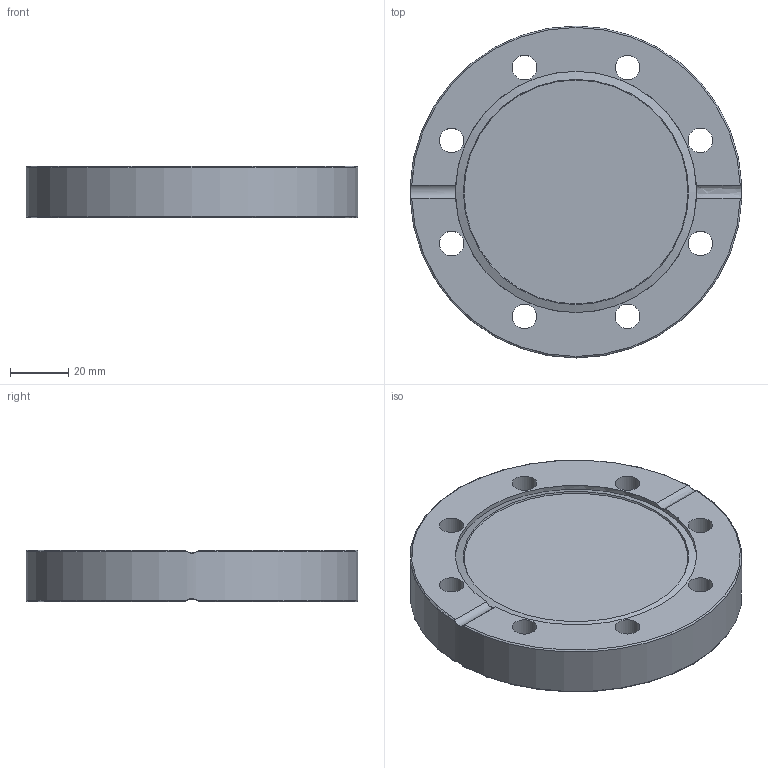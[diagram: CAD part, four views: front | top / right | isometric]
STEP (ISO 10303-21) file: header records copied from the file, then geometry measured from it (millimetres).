
FILE_DESCRIPTION((''),'2;1');
FILE_NAME('F63DBLNS.stp','2009-03-13T09:07:29',('hasers'),(''),'Autodesk Inventor 2008','Autodesk Inventor 2008','');
FILE_SCHEMA(('AUTOMOTIVE_DESIGN { 1 0 10303 214 1 1 1 1 }'));
Length unit declared in the file: millimetre
Products named in the file (2): F63DBLNS; CF-07 [Keywords [Summary]=1.4429][Company [Summary]=Vacom][Title [Summary]=F63DB]
Assembly tree (1 placements, depth 2):
  F63DBLNS
    CF-07 [Keywords [Summary]=1.4429][Company [Summary]=Vacom][Title [Summary]=F63DB]
Bounding box: 113.5 x 113.5 x 17.5 mm (x, y, z)
Volume: 156397.8 mm3; surface area: 30264.2 mm2
Topology: 1 solids, 1 shells, 29 faces, 83 edges, 56 vertices
Faces by surface type: bspline 10, plane 6, cylinder 5, torus 4, cone 4
Full cylindrical faces by diameter (mm): 82.5 x2, 113.5 x1
Entity records: 1213 total; most frequent: CARTESIAN_POINT 535, DIRECTION 120, ORIENTED_EDGE 116, EDGE_LOOP 60, EDGE_CURVE 58, AXIS2_PLACEMENT_3D 56, VERTEX_POINT 46, CIRCLE 34
